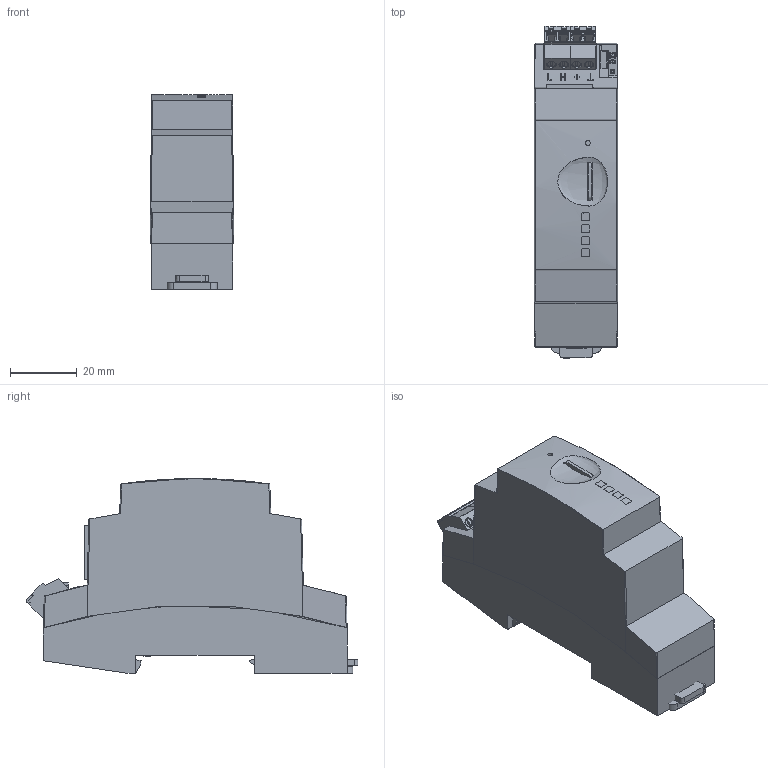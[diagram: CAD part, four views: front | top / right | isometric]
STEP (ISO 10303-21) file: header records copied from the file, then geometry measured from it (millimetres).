
FILE_DESCRIPTION(/* description */ (''),/* implementation_level */ '2;1');
FILE_NAME(/* name */ 'CMI-S',/* time_stamp */ '2023-03-17T11:50:22+01:00',/* author */ (''),/* organization */ (''),/* preprocessor_version */ 'ST-DEVELOPER v16.5',/* originating_system */ 'Rhino 7.27',/* authorisation */ '');
FILE_SCHEMA (('AUTOMOTIVE_DESIGN'));
Length unit declared in the file: millimetre
Products named in the file (1): Document
Bounding box: 25.06 x 99.77 x 58.6 mm (x, y, z)
Volume: 571.1 mm3; surface area: 24473.4 mm2
Topology: 8 solids, 462 shells, 733 faces, 3519 edges, 3259 vertices
Faces by surface type: plane 500, cylinder 174, bspline 59
Full cylindrical faces by diameter (mm): 2 x1, 2.032 x1
Entity records: 42080 total; most frequent: CARTESIAN_POINT 19240, ORIENTED_EDGE 4201, EDGE_CURVE 3517, VERTEX_POINT 3255, B_SPLINE_CURVE_WITH_KNOTS 2679, EDGE_LOOP 780, ADVANCED_FACE 733, FACE_OUTER_BOUND 733
